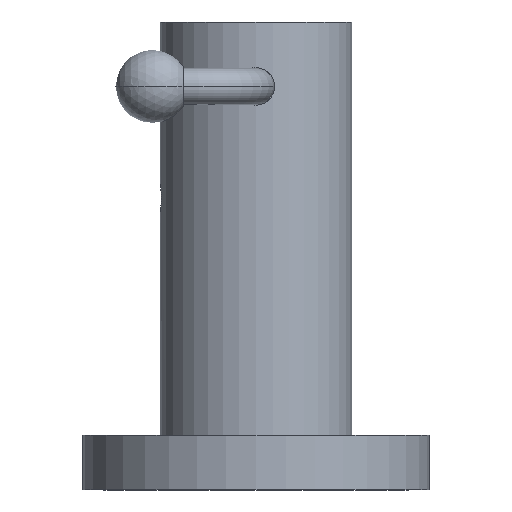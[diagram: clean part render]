
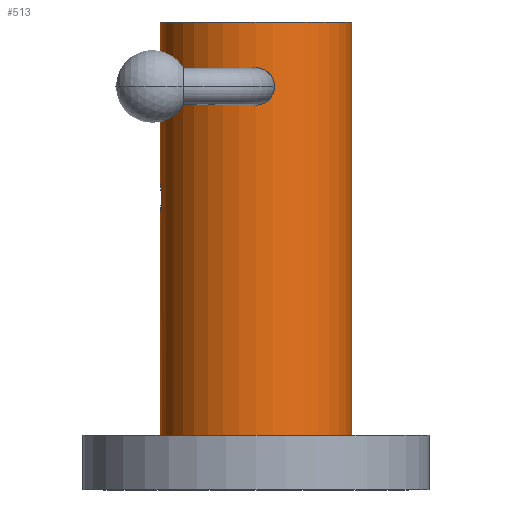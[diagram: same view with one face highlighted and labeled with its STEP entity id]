
A CAD part, left-side view. The second image highlights one B-rep face of the part: STEP entity #513.
In plain terms, the highlighted cylindrical face has radius 16.669 mm (diameter 33.337 mm), a partial arc.
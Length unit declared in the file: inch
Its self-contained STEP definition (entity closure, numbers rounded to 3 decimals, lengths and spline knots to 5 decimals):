
#188=CARTESIAN_POINT('',(0.,0.,3.207));
#189=DIRECTION('',(0.,0.,1.));
#190=DIRECTION('',(0.,1.,0.));
#191=AXIS2_PLACEMENT_3D('',#188,#189,#190);
#198=CARTESIAN_POINT('',(0.,0.65625,1.9));
#213=CARTESIAN_POINT('',(0.,0.65625,2.1));
#220=CARTESIAN_POINT('',(0.,0.65625,2.1));
#221=CARTESIAN_POINT('',(-0.00709,0.65625,2.1));
#222=CARTESIAN_POINT('',(-0.02112,0.65603,
2.09836));
#223=CARTESIAN_POINT('',(-0.04296,0.65495,
2.08992));
#224=CARTESIAN_POINT('',(-0.06192,0.6534,
2.07602));
#225=CARTESIAN_POINT('',(-0.07691,0.65177,
2.05829));
#226=CARTESIAN_POINT('',(-0.08801,0.65034,
2.03627));
#227=CARTESIAN_POINT('',(-0.09355,0.64955,
2.01214));
#228=CARTESIAN_POINT('',(-0.09359,0.64954,
1.98819));
#229=CARTESIAN_POINT('',(-0.08809,0.65033,
1.96396));
#230=CARTESIAN_POINT('',(-0.07705,0.65175,
1.94193));
#231=CARTESIAN_POINT('',(-0.06212,0.65338,
1.92416));
#232=CARTESIAN_POINT('',(-0.04303,0.65495,
1.91011));
#233=CARTESIAN_POINT('',(-0.02112,0.65603,
1.90164));
#234=CARTESIAN_POINT('',(-0.00708,0.65625,1.9));
#235=CARTESIAN_POINT('',(0.,0.65625,1.9));
#237=DIRECTION('',(0.,0.,1.));
#238=VECTOR('',#237,1.107);
#239=CARTESIAN_POINT('',(0.,0.65625,2.1));
#240=LINE('',#239,#238);
#241=DIRECTION('',(0.,0.,1.));
#242=VECTOR('',#241,2.832);
#243=CARTESIAN_POINT('',(0.,-0.65625,0.375));
#244=LINE('',#243,#242);
#245=CARTESIAN_POINT('',(0.,0.,0.375));
#246=DIRECTION('',(0.,0.,-1.));
#247=DIRECTION('',(0.,-1.,0.));
#248=AXIS2_PLACEMENT_3D('',#245,#246,#247);
#250=DIRECTION('',(0.,0.,1.));
#251=VECTOR('',#250,1.525);
#252=CARTESIAN_POINT('',(0.,0.65625,0.375));
#253=LINE('',#252,#251);
#434=CARTESIAN_POINT('',(0.,-0.65625,0.375));
#435=CARTESIAN_POINT('',(0.,-0.65625,3.207));
#436=VERTEX_POINT('',#434);
#437=VERTEX_POINT('',#435);
#438=CARTESIAN_POINT('',(0.,0.65625,3.207));
#439=VERTEX_POINT('',#438);
#440=CARTESIAN_POINT('',(0.,0.65625,0.375));
#441=VERTEX_POINT('',#440);
#442=VERTEX_POINT('',#198);
#443=VERTEX_POINT('',#213);
#498=CARTESIAN_POINT('',(0.,0.,3.3486));
#499=DIRECTION('',(0.,0.,-1.));
#500=DIRECTION('',(0.,-1.,0.));
#501=AXIS2_PLACEMENT_3D('',#498,#499,#500);
#502=CYLINDRICAL_SURFACE('',#501,0.65625);
#504=ORIENTED_EDGE('',*,*,#503,.F.);
#505=ORIENTED_EDGE('',*,*,#493,.T.);
#506=ORIENTED_EDGE('',*,*,#472,.T.);
#507=ORIENTED_EDGE('',*,*,#490,.F.);
#509=ORIENTED_EDGE('',*,*,#508,.T.);
#510=ORIENTED_EDGE('',*,*,#486,.T.);
#511=EDGE_LOOP('',(#504,#505,#506,#507,#509,#510));
#512=FACE_OUTER_BOUND('',#511,.F.);
#513=ADVANCED_FACE('',(#512),#502,.T.);
#192=CIRCLE('',#191,0.65625);
#236=B_SPLINE_CURVE_WITH_KNOTS('',3,(#220,#221,#222,#223,#224,#225,#226,#227,
#228,#229,#230,#231,#232,#233,#234,#235),.UNSPECIFIED.,.F.,.F.,(4,1,1,1,1,1,1,1,
1,1,1,1,1,4),(0.,0.07692,0.15385,0.23077,
0.30769,0.38462,0.46154,0.53846,
0.61538,0.69231,0.76923,0.84615,
0.92308,1.),.UNSPECIFIED.);
#249=CIRCLE('',#248,0.65625);
#472=EDGE_CURVE('',#439,#437,#192,.T.);
#486=EDGE_CURVE('',#441,#442,#253,.T.);
#490=EDGE_CURVE('',#436,#437,#244,.T.);
#493=EDGE_CURVE('',#443,#439,#240,.T.);
#503=EDGE_CURVE('',#443,#442,#236,.T.);
#508=EDGE_CURVE('',#436,#441,#249,.T.);
